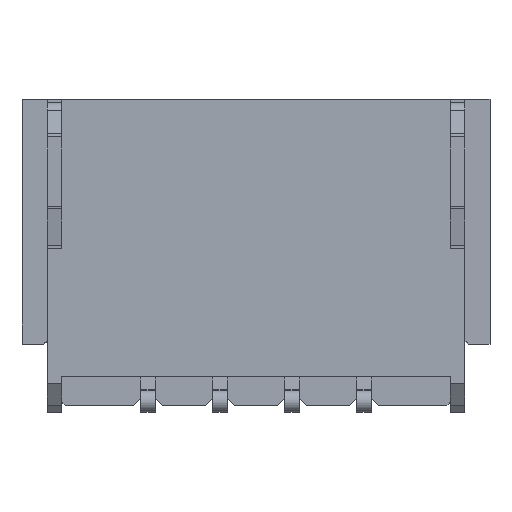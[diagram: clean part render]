
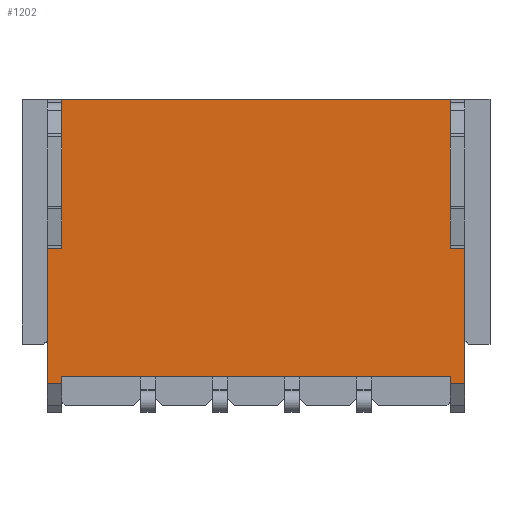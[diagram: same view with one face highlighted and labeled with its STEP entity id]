
A CAD part, top view. The second image highlights one B-rep face of the part: STEP entity #1202.
In plain terms, the highlighted planar face has unit normal (0, 0, 1).
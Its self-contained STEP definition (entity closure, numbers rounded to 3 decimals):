
#107 = CARTESIAN_POINT ( 'NONE',  ( -1.7, 0.3, 1.55 ) ) ;
#178 = ORIENTED_EDGE ( 'NONE', *, *, #337, .F. ) ;
#190 = CARTESIAN_POINT ( 'NONE',  ( -1.7, 0.4, 1.55 ) ) ;
#263 = LINE ( 'NONE', #190, #4036 ) ;
#289 = EDGE_CURVE ( 'NONE', #4177, #2608, #2319, .T. ) ;
#337 = EDGE_CURVE ( 'NONE', #2104, #4003, #1226, .T. ) ;
#358 = ORIENTED_EDGE ( 'NONE', *, *, #2458, .T. ) ;
#406 = ORIENTED_EDGE ( 'NONE', *, *, #2963, .T. ) ;
#457 = LINE ( 'NONE', #3056, #6226 ) ;
#499 = EDGE_CURVE ( 'NONE', #5924, #6794, #5735, .T. ) ;
#650 = VERTEX_POINT ( 'NONE', #4338 ) ;
#685 = CARTESIAN_POINT ( 'NONE',  ( 3.7, 2.182, 1.55 ) ) ;
#710 = CARTESIAN_POINT ( 'NONE',  ( 3.7, 0.3, 1.55 ) ) ;
#832 = VECTOR ( 'NONE', #1689, 1000. ) ;
#840 = CARTESIAN_POINT ( 'NONE',  ( -1.7, 2.182, 1.55 ) ) ;
#886 = VECTOR ( 'NONE', #4415, 1000. ) ;
#903 = VERTEX_POINT ( 'NONE', #840 ) ;
#1023 = CARTESIAN_POINT ( 'NONE',  ( 3.9, 0.3, 1.55 ) ) ;
#1175 = LINE ( 'NONE', #5958, #4043 ) ;
#1202 = ADVANCED_FACE ( 'NONE', ( #1789 ), #1859, .T. ) ;
#1217 = ORIENTED_EDGE ( 'NONE', *, *, #4433, .T. ) ;
#1226 = LINE ( 'NONE', #710, #3739 ) ;
#1233 = LINE ( 'NONE', #107, #4035 ) ;
#1528 = CARTESIAN_POINT ( 'NONE',  ( -1.7, 0.3, 1.55 ) ) ;
#1538 = VECTOR ( 'NONE', #5075, 1000. ) ;
#1578 = CARTESIAN_POINT ( 'NONE',  ( -1.7, 4.25, 1.55 ) ) ;
#1689 = DIRECTION ( 'NONE',  ( 1., 0., 0. ) ) ;
#1695 = LINE ( 'NONE', #4178, #3523 ) ;
#1789 = FACE_OUTER_BOUND ( 'NONE', #4336, .T. ) ;
#1859 = PLANE ( 'NONE',  #2962 ) ;
#1978 = ORIENTED_EDGE ( 'NONE', *, *, #6798, .T. ) ;
#2017 = DIRECTION ( 'NONE',  ( 0., 1., 0. ) ) ;
#2056 = DIRECTION ( 'NONE',  ( 0., -1., 0. ) ) ;
#2104 = VERTEX_POINT ( 'NONE', #4136 ) ;
#2210 = EDGE_CURVE ( 'NONE', #903, #4234, #1175, .T. ) ;
#2275 = VECTOR ( 'NONE', #2056, 1000. ) ;
#2319 = LINE ( 'NONE', #5488, #886 ) ;
#2362 = CARTESIAN_POINT ( 'NONE',  ( 3.7, 0.4, 1.55 ) ) ;
#2367 = DIRECTION ( 'NONE',  ( 0., 0., 1. ) ) ;
#2458 = EDGE_CURVE ( 'NONE', #6794, #5495, #5090, .T. ) ;
#2608 = VERTEX_POINT ( 'NONE', #1578 ) ;
#2699 = EDGE_CURVE ( 'NONE', #6040, #3448, #1233, .T. ) ;
#2864 = CARTESIAN_POINT ( 'NONE',  ( 3.9, 2.182, 1.55 ) ) ;
#2886 = CARTESIAN_POINT ( 'NONE',  ( -2.25, 0., 1.55 ) ) ;
#2919 = DIRECTION ( 'NONE',  ( -1., 0., 0. ) ) ;
#2953 = DIRECTION ( 'NONE',  ( 1., 0., 0. ) ) ;
#2962 = AXIS2_PLACEMENT_3D ( 'NONE', #2886, #2367, #2953 ) ;
#2963 = EDGE_CURVE ( 'NONE', #4177, #903, #3534, .T. ) ;
#3036 = LINE ( 'NONE', #3559, #1538 ) ;
#3056 = CARTESIAN_POINT ( 'NONE',  ( -1.7, 4.25, 1.55 ) ) ;
#3130 = LINE ( 'NONE', #4683, #832 ) ;
#3209 = CARTESIAN_POINT ( 'NONE',  ( -1.7, 4.095, 1.55 ) ) ;
#3216 = ORIENTED_EDGE ( 'NONE', *, *, #2210, .T. ) ;
#3448 = VERTEX_POINT ( 'NONE', #5273 ) ;
#3460 = LINE ( 'NONE', #6565, #3566 ) ;
#3523 = VECTOR ( 'NONE', #5734, 1000. ) ;
#3534 = LINE ( 'NONE', #6196, #2275 ) ;
#3551 = CARTESIAN_POINT ( 'NONE',  ( 3.9, 0.3, 1.55 ) ) ;
#3559 = CARTESIAN_POINT ( 'NONE',  ( 3.7, 4.095, 1.55 ) ) ;
#3566 = VECTOR ( 'NONE', #4558, 1000. ) ;
#3739 = VECTOR ( 'NONE', #5659, 1000. ) ;
#3742 = ORIENTED_EDGE ( 'NONE', *, *, #2699, .F. ) ;
#3753 = CARTESIAN_POINT ( 'NONE',  ( 3.7, 4.095, 1.55 ) ) ;
#3840 = VERTEX_POINT ( 'NONE', #4165 ) ;
#4003 = VERTEX_POINT ( 'NONE', #2362 ) ;
#4035 = VECTOR ( 'NONE', #4290, 1000. ) ;
#4036 = VECTOR ( 'NONE', #5443, 1000. ) ;
#4043 = VECTOR ( 'NONE', #4847, 1000. ) ;
#4059 = DIRECTION ( 'NONE',  ( 1., 0., 0. ) ) ;
#4136 = CARTESIAN_POINT ( 'NONE',  ( 3.7, 0.3, 1.55 ) ) ;
#4165 = CARTESIAN_POINT ( 'NONE',  ( -1.7, 0.4, 1.55 ) ) ;
#4177 = VERTEX_POINT ( 'NONE', #3209 ) ;
#4178 = CARTESIAN_POINT ( 'NONE',  ( -1.7, 0.3, 1.55 ) ) ;
#4234 = VERTEX_POINT ( 'NONE', #4278 ) ;
#4278 = CARTESIAN_POINT ( 'NONE',  ( -1.9, 2.182, 1.55 ) ) ;
#4290 = DIRECTION ( 'NONE',  ( -1., 0., 0. ) ) ;
#4336 = EDGE_LOOP ( 'NONE', ( #1978, #178, #5850, #5625, #358, #6308, #1217, #6598, #6118, #406, #3216, #5414, #3742, #5475 ) ) ;
#4338 = CARTESIAN_POINT ( 'NONE',  ( 3.7, 4.25, 1.55 ) ) ;
#4415 = DIRECTION ( 'NONE',  ( 0., 1., 0. ) ) ;
#4433 = EDGE_CURVE ( 'NONE', #6092, #650, #3036, .T. ) ;
#4558 = DIRECTION ( 'NONE',  ( 0., 1., 0. ) ) ;
#4592 = EDGE_CURVE ( 'NONE', #6040, #3840, #1695, .T. ) ;
#4631 = LINE ( 'NONE', #5704, #5214 ) ;
#4683 = CARTESIAN_POINT ( 'NONE',  ( 3.7, 0.3, 1.55 ) ) ;
#4847 = DIRECTION ( 'NONE',  ( -1., 0., 0. ) ) ;
#5075 = DIRECTION ( 'NONE',  ( 0., 1., 0. ) ) ;
#5090 = LINE ( 'NONE', #5509, #6350 ) ;
#5184 = DIRECTION ( 'NONE',  ( 0., 1., 0. ) ) ;
#5214 = VECTOR ( 'NONE', #5184, 1000. ) ;
#5273 = CARTESIAN_POINT ( 'NONE',  ( -1.9, 0.3, 1.55 ) ) ;
#5387 = VECTOR ( 'NONE', #2017, 1000. ) ;
#5414 = ORIENTED_EDGE ( 'NONE', *, *, #5631, .F. ) ;
#5443 = DIRECTION ( 'NONE',  ( 1., 0., 0. ) ) ;
#5475 = ORIENTED_EDGE ( 'NONE', *, *, #4592, .T. ) ;
#5488 = CARTESIAN_POINT ( 'NONE',  ( -1.7, 4.095, 1.55 ) ) ;
#5495 = VERTEX_POINT ( 'NONE', #685 ) ;
#5509 = CARTESIAN_POINT ( 'NONE',  ( 3.9, 2.182, 1.55 ) ) ;
#5625 = ORIENTED_EDGE ( 'NONE', *, *, #499, .T. ) ;
#5631 = EDGE_CURVE ( 'NONE', #3448, #4234, #3460, .T. ) ;
#5659 = DIRECTION ( 'NONE',  ( 0., 1., 0. ) ) ;
#5704 = CARTESIAN_POINT ( 'NONE',  ( 3.7, 2.182, 1.55 ) ) ;
#5734 = DIRECTION ( 'NONE',  ( 0., 1., 0. ) ) ;
#5735 = LINE ( 'NONE', #1023, #5387 ) ;
#5788 = EDGE_CURVE ( 'NONE', #5495, #6092, #4631, .T. ) ;
#5850 = ORIENTED_EDGE ( 'NONE', *, *, #6159, .T. ) ;
#5924 = VERTEX_POINT ( 'NONE', #3551 ) ;
#5958 = CARTESIAN_POINT ( 'NONE',  ( -1.7, 2.182, 1.55 ) ) ;
#6040 = VERTEX_POINT ( 'NONE', #1528 ) ;
#6092 = VERTEX_POINT ( 'NONE', #3753 ) ;
#6118 = ORIENTED_EDGE ( 'NONE', *, *, #289, .F. ) ;
#6159 = EDGE_CURVE ( 'NONE', #2104, #5924, #3130, .T. ) ;
#6196 = CARTESIAN_POINT ( 'NONE',  ( -1.7, 4.095, 1.55 ) ) ;
#6226 = VECTOR ( 'NONE', #4059, 1000. ) ;
#6308 = ORIENTED_EDGE ( 'NONE', *, *, #5788, .T. ) ;
#6350 = VECTOR ( 'NONE', #2919, 1000. ) ;
#6392 = EDGE_CURVE ( 'NONE', #2608, #650, #457, .T. ) ;
#6565 = CARTESIAN_POINT ( 'NONE',  ( -1.9, 0.3, 1.55 ) ) ;
#6598 = ORIENTED_EDGE ( 'NONE', *, *, #6392, .F. ) ;
#6794 = VERTEX_POINT ( 'NONE', #2864 ) ;
#6798 = EDGE_CURVE ( 'NONE', #3840, #4003, #263, .T. ) ;
